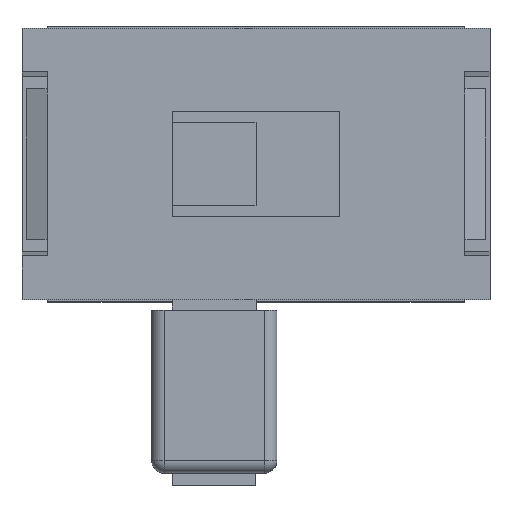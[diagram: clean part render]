
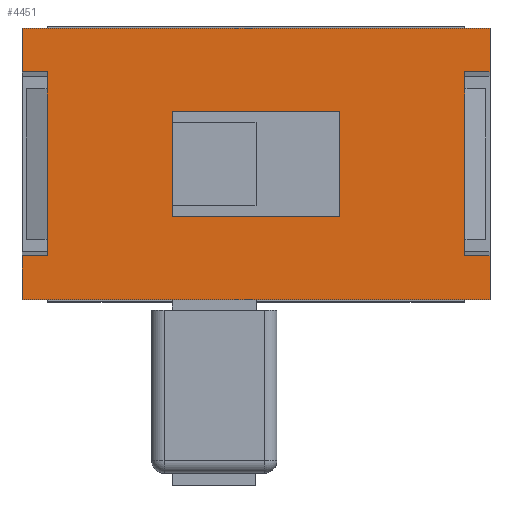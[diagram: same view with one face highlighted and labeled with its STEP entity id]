
A CAD part, top view. The second image highlights one B-rep face of the part: STEP entity #4451.
In plain terms, the highlighted planar face has unit normal (0, 0, 1).
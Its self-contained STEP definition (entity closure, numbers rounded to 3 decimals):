
#80=FACE_BOUND('',#581,.T.);
#349=FACE_OUTER_BOUND('',#580,.T.);
#580=EDGE_LOOP('',(#3936,#3937,#3938,#3939,#3940,#3941,#3942,#3943,#3944,
#3945,#3946,#3947));
#581=EDGE_LOOP('',(#3948,#3949,#3950,#3951));
#800=LINE('',#6335,#1386);
#805=LINE('',#6344,#1391);
#822=LINE('',#6381,#1408);
#1117=LINE('',#6981,#1703);
#1131=LINE('',#7006,#1717);
#1138=LINE('',#7022,#1724);
#1146=LINE('',#7036,#1732);
#1148=LINE('',#7039,#1734);
#1151=LINE('',#7045,#1737);
#1152=LINE('',#7047,#1738);
#1153=LINE('',#7049,#1739);
#1154=LINE('',#7051,#1740);
#1155=LINE('',#7053,#1741);
#1156=LINE('',#7055,#1742);
#1157=LINE('',#7057,#1743);
#1158=LINE('',#7058,#1744);
#1386=VECTOR('',#5130,2.5);
#1391=VECTOR('',#5139,4.);
#1408=VECTOR('',#5172,2.5);
#1703=VECTOR('',#5723,11.2);
#1717=VECTOR('',#5751,4.);
#1724=VECTOR('',#5770,0.6);
#1732=VECTOR('',#5782,0.6);
#1734=VECTOR('',#5786,4.4);
#1737=VECTOR('',#5793,1.05);
#1738=VECTOR('',#5794,1.05);
#1739=VECTOR('',#5795,0.6);
#1740=VECTOR('',#5796,4.4);
#1741=VECTOR('',#5797,0.6);
#1742=VECTOR('',#5798,1.05);
#1743=VECTOR('',#5799,11.2);
#1744=VECTOR('',#5800,1.05);
#1954=VERTEX_POINT('',#6332);
#1955=VERTEX_POINT('',#6334);
#1957=VERTEX_POINT('',#6342);
#1969=VERTEX_POINT('',#6379);
#2145=VERTEX_POINT('',#6978);
#2146=VERTEX_POINT('',#6980);
#2151=VERTEX_POINT('',#7018);
#2153=VERTEX_POINT('',#7021);
#2155=VERTEX_POINT('',#7030);
#2157=VERTEX_POINT('',#7034);
#2159=VERTEX_POINT('',#7046);
#2160=VERTEX_POINT('',#7048);
#2161=VERTEX_POINT('',#7050);
#2162=VERTEX_POINT('',#7052);
#2163=VERTEX_POINT('',#7054);
#2164=VERTEX_POINT('',#7056);
#2406=EDGE_CURVE('',#1955,#1954,#800,.T.);
#2411=EDGE_CURVE('',#1954,#1957,#805,.T.);
#2430=EDGE_CURVE('',#1957,#1969,#822,.T.);
#2733=EDGE_CURVE('',#2146,#2145,#1117,.T.);
#2747=EDGE_CURVE('',#1969,#1955,#1131,.T.);
#2754=EDGE_CURVE('',#2153,#2151,#1138,.T.);
#2762=EDGE_CURVE('',#2155,#2157,#1146,.T.);
#2764=EDGE_CURVE('',#2157,#2153,#1148,.T.);
#2767=EDGE_CURVE('',#2151,#2146,#1151,.T.);
#2768=EDGE_CURVE('',#2145,#2159,#1152,.T.);
#2769=EDGE_CURVE('',#2159,#2160,#1153,.T.);
#2770=EDGE_CURVE('',#2160,#2161,#1154,.T.);
#2771=EDGE_CURVE('',#2161,#2162,#1155,.T.);
#2772=EDGE_CURVE('',#2162,#2163,#1156,.T.);
#2773=EDGE_CURVE('',#2163,#2164,#1157,.T.);
#2774=EDGE_CURVE('',#2164,#2155,#1158,.T.);
#3936=ORIENTED_EDGE('',*,*,#2762,.T.);
#3937=ORIENTED_EDGE('',*,*,#2764,.T.);
#3938=ORIENTED_EDGE('',*,*,#2754,.T.);
#3939=ORIENTED_EDGE('',*,*,#2767,.T.);
#3940=ORIENTED_EDGE('',*,*,#2733,.T.);
#3941=ORIENTED_EDGE('',*,*,#2768,.T.);
#3942=ORIENTED_EDGE('',*,*,#2769,.T.);
#3943=ORIENTED_EDGE('',*,*,#2770,.T.);
#3944=ORIENTED_EDGE('',*,*,#2771,.T.);
#3945=ORIENTED_EDGE('',*,*,#2772,.T.);
#3946=ORIENTED_EDGE('',*,*,#2773,.T.);
#3947=ORIENTED_EDGE('',*,*,#2774,.T.);
#3948=ORIENTED_EDGE('',*,*,#2406,.T.);
#3949=ORIENTED_EDGE('',*,*,#2411,.T.);
#3950=ORIENTED_EDGE('',*,*,#2430,.T.);
#3951=ORIENTED_EDGE('',*,*,#2747,.T.);
#4231=PLANE('',#4731);
#4451=ADVANCED_FACE('',(#349,#80),#4231,.T.);
#4731=AXIS2_PLACEMENT_3D('',#7044,#5791,#5792);
#5130=DIRECTION('',(0.,-1.,0.));
#5139=DIRECTION('',(-1.,0.,0.));
#5172=DIRECTION('',(0.,1.,0.));
#5723=DIRECTION('',(1.,0.,0.));
#5751=DIRECTION('',(1.,0.,0.));
#5770=DIRECTION('',(-1.,0.,0.));
#5782=DIRECTION('',(1.,0.,0.));
#5786=DIRECTION('',(0.,-1.,0.));
#5791=DIRECTION('center_axis',(0.,0.,1.));
#5792=DIRECTION('ref_axis',(1.,0.,0.));
#5793=DIRECTION('',(0.,-1.,0.));
#5794=DIRECTION('',(0.,1.,0.));
#5795=DIRECTION('',(-1.,0.,0.));
#5796=DIRECTION('',(0.,1.,0.));
#5797=DIRECTION('',(1.,0.,0.));
#5798=DIRECTION('',(0.,1.,0.));
#5799=DIRECTION('',(-1.,0.,0.));
#5800=DIRECTION('',(0.,-1.,0.));
#6332=CARTESIAN_POINT('',(2.,-1.25,4.4));
#6334=CARTESIAN_POINT('',(2.,1.25,4.4));
#6335=CARTESIAN_POINT('',(2.,1.25,4.4));
#6342=CARTESIAN_POINT('',(-2.,-1.25,4.4));
#6344=CARTESIAN_POINT('',(2.,-1.25,4.4));
#6379=CARTESIAN_POINT('',(-2.,1.25,4.4));
#6381=CARTESIAN_POINT('',(-2.,-1.25,4.4));
#6978=CARTESIAN_POINT('',(5.6,-3.25,4.4));
#6980=CARTESIAN_POINT('',(-5.6,-3.25,4.4));
#6981=CARTESIAN_POINT('',(-5.6,-3.25,4.4));
#7006=CARTESIAN_POINT('',(-2.,1.25,4.4));
#7018=CARTESIAN_POINT('',(-5.6,-2.2,4.4));
#7021=CARTESIAN_POINT('',(-5.,-2.2,4.4));
#7022=CARTESIAN_POINT('',(-5.,-2.2,4.4));
#7030=CARTESIAN_POINT('',(-5.6,2.2,4.4));
#7034=CARTESIAN_POINT('',(-5.,2.2,4.4));
#7036=CARTESIAN_POINT('',(-5.6,2.2,4.4));
#7039=CARTESIAN_POINT('',(-5.,2.2,4.4));
#7044=CARTESIAN_POINT('Origin',(0.,0.,4.4));
#7045=CARTESIAN_POINT('',(-5.6,-2.2,4.4));
#7046=CARTESIAN_POINT('',(5.6,-2.2,4.4));
#7047=CARTESIAN_POINT('',(5.6,-3.25,4.4));
#7048=CARTESIAN_POINT('',(5.,-2.2,4.4));
#7049=CARTESIAN_POINT('',(5.6,-2.2,4.4));
#7050=CARTESIAN_POINT('',(5.,2.2,4.4));
#7051=CARTESIAN_POINT('',(5.,-2.2,4.4));
#7052=CARTESIAN_POINT('',(5.6,2.2,4.4));
#7053=CARTESIAN_POINT('',(5.,2.2,4.4));
#7054=CARTESIAN_POINT('',(5.6,3.25,4.4));
#7055=CARTESIAN_POINT('',(5.6,2.2,4.4));
#7056=CARTESIAN_POINT('',(-5.6,3.25,4.4));
#7057=CARTESIAN_POINT('',(5.6,3.25,4.4));
#7058=CARTESIAN_POINT('',(-5.6,3.25,4.4));
